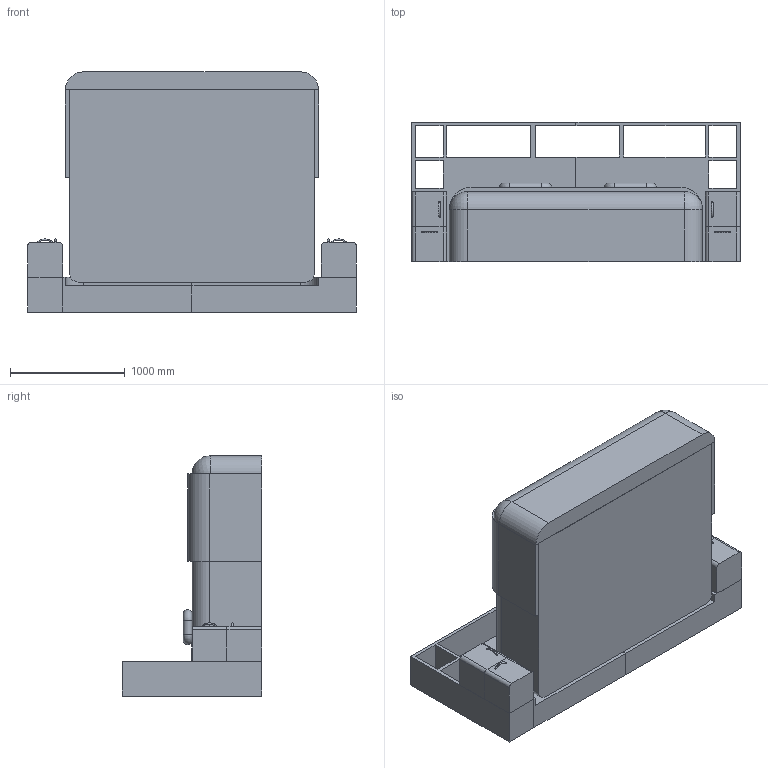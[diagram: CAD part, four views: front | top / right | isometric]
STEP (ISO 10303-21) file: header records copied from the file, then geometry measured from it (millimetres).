
FILE_DESCRIPTION(/* description */ (''),/* implementation_level */ '2;1');
FILE_NAME(/* name */ 'Bed with Head Unit and Side Tables.step',/* time_stamp */ '2019-02-27T14:52:06+05:00',/* author */ (''),/* organization */ (''),/* preprocessor_version */ 'ST-DEVELOPER v17.2',/* originating_system */ 'Autodesk Translation Framework v7.6.0.251',/* authorisation */ '');
FILE_SCHEMA (('AUTOMOTIVE_DESIGN { 1 0 10303 214 3 1 1 }'));
Length unit declared in the file: foot
Products named in the file (2): Bed; Bedside Tables v1
Assembly tree (1 placements, depth 2):
  Bed
    Bedside Tables v1
Bounding box: 2866.55 x 1219.2 x 2095.92 mm (x, y, z)
Volume: 3284265225.4 mm3; surface area: 34695515.2 mm2
Topology: 15 solids, 15 shells, 171 faces, 393 edges, 252 vertices
Faces by surface type: plane 117, cylinder 30, bspline 14, torus 8, sphere 2
Entity records: 5329 total; most frequent: CARTESIAN_POINT 1315, DIRECTION 805, ORIENTED_EDGE 786, EDGE_CURVE 393, LINE 285, VECTOR 285, AXIS2_PLACEMENT_3D 260, VERTEX_POINT 252
